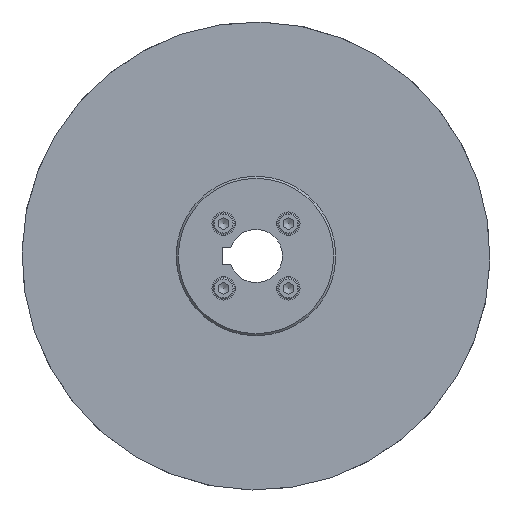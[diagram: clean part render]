
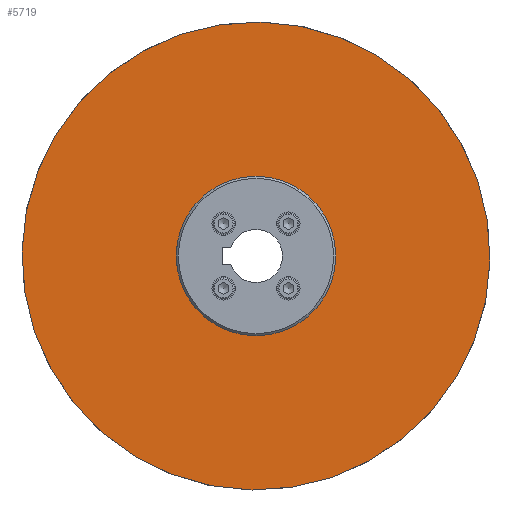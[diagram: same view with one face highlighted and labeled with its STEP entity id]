
A CAD part, left-side view. The second image highlights one B-rep face of the part: STEP entity #5719.
In plain terms, the highlighted planar face has unit normal (-1, 0, 0).
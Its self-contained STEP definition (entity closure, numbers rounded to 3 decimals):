
#274=FACE_BOUND('',#1436,.T.);
#1115=FACE_OUTER_BOUND('',#1435,.T.);
#1435=EDGE_LOOP('',(#4080,#4081));
#1436=EDGE_LOOP('',(#4082,#4083));
#1821=CIRCLE('',#6172,110.);
#1822=CIRCLE('',#6173,110.);
#1823=CIRCLE('',#6174,37.5);
#1824=CIRCLE('',#6175,37.5);
#2310=VERTEX_POINT('',#9068);
#2311=VERTEX_POINT('',#9069);
#2312=VERTEX_POINT('',#9072);
#2313=VERTEX_POINT('',#9073);
#2997=EDGE_CURVE('',#2310,#2311,#1821,.T.);
#2998=EDGE_CURVE('',#2311,#2310,#1822,.T.);
#2999=EDGE_CURVE('',#2312,#2313,#1823,.T.);
#3000=EDGE_CURVE('',#2313,#2312,#1824,.T.);
#4080=ORIENTED_EDGE('',*,*,#2997,.F.);
#4081=ORIENTED_EDGE('',*,*,#2998,.F.);
#4082=ORIENTED_EDGE('',*,*,#2999,.F.);
#4083=ORIENTED_EDGE('',*,*,#3000,.F.);
#5235=PLANE('',#6171);
#5719=ADVANCED_FACE('',(#1115,#274),#5235,.T.);
#6171=AXIS2_PLACEMENT_3D('',#9067,#7195,#7196);
#6172=AXIS2_PLACEMENT_3D('',#9070,#7197,#7198);
#6173=AXIS2_PLACEMENT_3D('',#9071,#7199,#7200);
#6174=AXIS2_PLACEMENT_3D('',#9074,#7201,#7202);
#6175=AXIS2_PLACEMENT_3D('',#9075,#7203,#7204);
#7195=DIRECTION('center_axis',(-1.,0.,0.));
#7196=DIRECTION('ref_axis',(0.,1.,0.017));
#7197=DIRECTION('center_axis',(1.,0.,0.));
#7198=DIRECTION('ref_axis',(0.,-1.,-0.017));
#7199=DIRECTION('center_axis',(1.,0.,0.));
#7200=DIRECTION('ref_axis',(0.,-1.,-0.017));
#7201=DIRECTION('center_axis',(-1.,0.,0.));
#7202=DIRECTION('ref_axis',(0.,0.,1.));
#7203=DIRECTION('center_axis',(-1.,0.,0.));
#7204=DIRECTION('ref_axis',(0.,0.,1.));
#9067=CARTESIAN_POINT('Origin',(-67.324,-11.22,-83.455));
#9068=CARTESIAN_POINT('',(-67.324,-11.22,-83.455));
#9069=CARTESIAN_POINT('',(-67.324,-14.97,136.513));
#9070=CARTESIAN_POINT('Origin',(-67.324,-13.095,26.529));
#9071=CARTESIAN_POINT('Origin',(-67.324,-13.095,26.529));
#9072=CARTESIAN_POINT('',(-67.324,24.405,26.529));
#9073=CARTESIAN_POINT('',(-67.324,-50.595,26.529));
#9074=CARTESIAN_POINT('Origin',(-67.324,-13.095,26.529));
#9075=CARTESIAN_POINT('Origin',(-67.324,-13.095,26.529));
